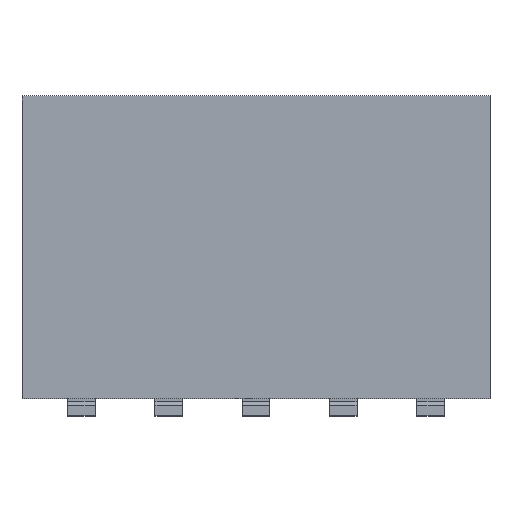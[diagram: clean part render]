
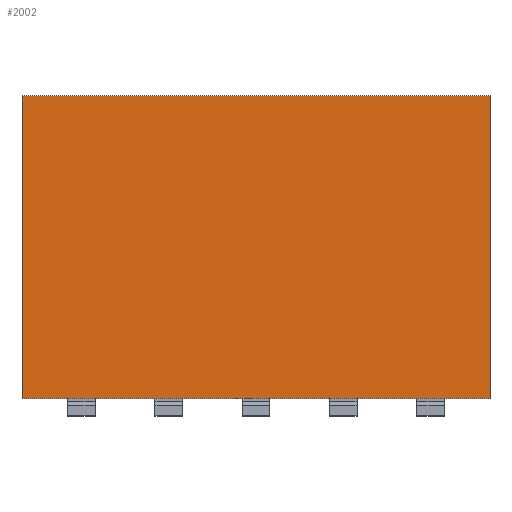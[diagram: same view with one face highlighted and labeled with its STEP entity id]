
A CAD part, top view. The second image highlights one B-rep face of the part: STEP entity #2002.
In plain terms, the highlighted planar face has unit normal (0, 0, 1).
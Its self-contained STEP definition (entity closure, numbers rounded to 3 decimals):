
#19 = VECTOR ( 'NONE', #1173, 1000. ) ;
#79 = VECTOR ( 'NONE', #1581, 1000. ) ;
#87 = EDGE_CURVE ( 'NONE', #365, #1179, #2359, .T. ) ;
#164 = VERTEX_POINT ( 'NONE', #597 ) ;
#185 = CARTESIAN_POINT ( 'NONE',  ( -3.405, 16.742, 1.5 ) ) ;
#345 = LINE ( 'NONE', #2010, #1615 ) ;
#365 = VERTEX_POINT ( 'NONE', #1032 ) ;
#569 = ORIENTED_EDGE ( 'NONE', *, *, #1643, .F. ) ;
#597 = CARTESIAN_POINT ( 'NONE',  ( 3.405, 0.25, 1.5 ) ) ;
#616 = DIRECTION ( 'NONE',  ( -1., 0., 0. ) ) ;
#638 = AXIS2_PLACEMENT_3D ( 'NONE', #740, #711, #616 ) ;
#702 = DIRECTION ( 'NONE',  ( 1., 0., 0. ) ) ;
#708 = ORIENTED_EDGE ( 'NONE', *, *, #803, .T. ) ;
#711 = DIRECTION ( 'NONE',  ( 0., 0., -1. ) ) ;
#740 = CARTESIAN_POINT ( 'NONE',  ( 3.405, 16.742, 1.5 ) ) ;
#803 = EDGE_CURVE ( 'NONE', #1179, #164, #2365, .T. ) ;
#917 = PLANE ( 'NONE',  #638 ) ;
#959 = FACE_OUTER_BOUND ( 'NONE', #1896, .T. ) ;
#1032 = CARTESIAN_POINT ( 'NONE',  ( -3.405, 4.65, 1.5 ) ) ;
#1109 = CARTESIAN_POINT ( 'NONE',  ( 3.405, 4.65, 1.5 ) ) ;
#1167 = LINE ( 'NONE', #1760, #79 ) ;
#1173 = DIRECTION ( 'NONE',  ( 0., -1., 0. ) ) ;
#1179 = VERTEX_POINT ( 'NONE', #2373 ) ;
#1570 = ORIENTED_EDGE ( 'NONE', *, *, #2230, .F. ) ;
#1581 = DIRECTION ( 'NONE',  ( 0., -1., 0. ) ) ;
#1615 = VECTOR ( 'NONE', #702, 1000. ) ;
#1643 = EDGE_CURVE ( 'NONE', #365, #2432, #345, .T. ) ;
#1760 = CARTESIAN_POINT ( 'NONE',  ( 3.405, 16.742, 1.5 ) ) ;
#1896 = EDGE_LOOP ( 'NONE', ( #569, #2395, #708, #1570 ) ) ;
#1991 = DIRECTION ( 'NONE',  ( 1., 0., 0. ) ) ;
#2002 = ADVANCED_FACE ( 'NONE', ( #959 ), #917, .F. ) ;
#2010 = CARTESIAN_POINT ( 'NONE',  ( 3.405, 4.65, 1.5 ) ) ;
#2174 = CARTESIAN_POINT ( 'NONE',  ( 3.405, 0.25, 1.5 ) ) ;
#2230 = EDGE_CURVE ( 'NONE', #2432, #164, #1167, .T. ) ;
#2319 = VECTOR ( 'NONE', #1991, 1000. ) ;
#2359 = LINE ( 'NONE', #185, #19 ) ;
#2365 = LINE ( 'NONE', #2174, #2319 ) ;
#2373 = CARTESIAN_POINT ( 'NONE',  ( -3.405, 0.25, 1.5 ) ) ;
#2395 = ORIENTED_EDGE ( 'NONE', *, *, #87, .T. ) ;
#2432 = VERTEX_POINT ( 'NONE', #1109 ) ;
